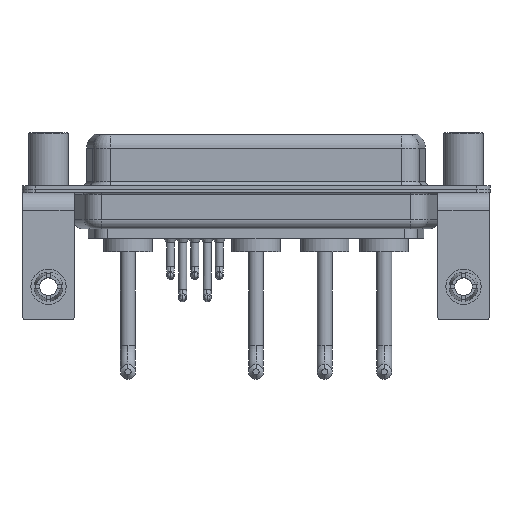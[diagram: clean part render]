
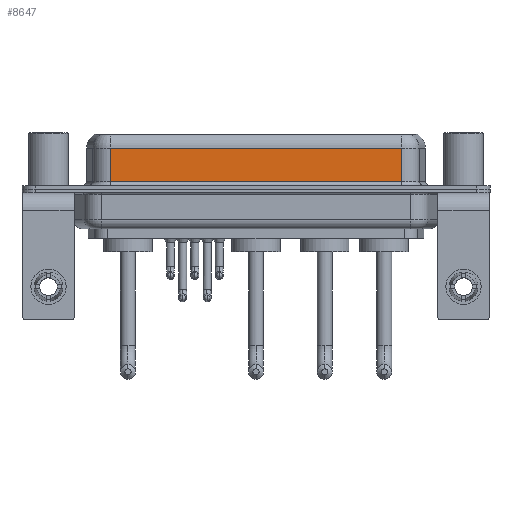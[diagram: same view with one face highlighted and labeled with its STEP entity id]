
A CAD part, front view. The second image highlights one B-rep face of the part: STEP entity #8647.
In plain terms, the highlighted planar face has unit normal (0, -1, 0).
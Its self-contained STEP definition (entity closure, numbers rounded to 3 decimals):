
#195 = LINE ( 'NONE', #20811, #16855 ) ;
#280 = ORIENTED_EDGE ( 'NONE', *, *, #15374, .T. ) ;
#992 = EDGE_CURVE ( 'NONE', #14100, #17275, #195, .T. ) ;
#1849 = CARTESIAN_POINT ( 'NONE',  ( 7.013, -3.95, 6.4 ) ) ;
#2671 = ORIENTED_EDGE ( 'NONE', *, *, #12337, .T. ) ;
#3062 = FACE_OUTER_BOUND ( 'NONE', #19279, .T. ) ;
#3405 = CARTESIAN_POINT ( 'NONE',  ( 40.037, -3.95, 4.65 ) ) ;
#4028 = VECTOR ( 'NONE', #18679, 1000. ) ;
#4623 = DIRECTION ( 'NONE',  ( 0., 0., -1. ) ) ;
#4742 = PLANE ( 'NONE',  #9662 ) ;
#5584 = ORIENTED_EDGE ( 'NONE', *, *, #14978, .T. ) ;
#6228 = CARTESIAN_POINT ( 'NONE',  ( 40.037, -3.95, 6.4 ) ) ;
#6469 = DIRECTION ( 'NONE',  ( -1., 0., 0. ) ) ;
#7969 = LINE ( 'NONE', #18781, #4028 ) ;
#8355 = VERTEX_POINT ( 'NONE', #13067 ) ;
#8647 = ADVANCED_FACE ( 'NONE', ( #3062 ), #4742, .F. ) ;
#9581 = DIRECTION ( 'NONE',  ( 0., 1., 0. ) ) ;
#9662 = AXIS2_PLACEMENT_3D ( 'NONE', #6228, #9581, #11257 ) ;
#9922 = CARTESIAN_POINT ( 'NONE',  ( 40.037, -3.95, 4.65 ) ) ;
#10824 = VECTOR ( 'NONE', #12614, 1000. ) ;
#11257 = DIRECTION ( 'NONE',  ( 0., 0., 1. ) ) ;
#12023 = CARTESIAN_POINT ( 'NONE',  ( 7.013, -3.95, 4.65 ) ) ;
#12337 = EDGE_CURVE ( 'NONE', #8355, #17275, #7969, .T. ) ;
#12614 = DIRECTION ( 'NONE',  ( 0., 0., -1. ) ) ;
#13067 = CARTESIAN_POINT ( 'NONE',  ( 7.013, -3.95, 0.9 ) ) ;
#14100 = VERTEX_POINT ( 'NONE', #3405 ) ;
#14217 = VERTEX_POINT ( 'NONE', #12023 ) ;
#14578 = ORIENTED_EDGE ( 'NONE', *, *, #992, .F. ) ;
#14752 = LINE ( 'NONE', #9922, #16866 ) ;
#14978 = EDGE_CURVE ( 'NONE', #14217, #8355, #19619, .T. ) ;
#15374 = EDGE_CURVE ( 'NONE', #14100, #14217, #14752, .T. ) ;
#16855 = VECTOR ( 'NONE', #4623, 1000. ) ;
#16866 = VECTOR ( 'NONE', #6469, 1000. ) ;
#17275 = VERTEX_POINT ( 'NONE', #19433 ) ;
#18679 = DIRECTION ( 'NONE',  ( 1., 0., 0. ) ) ;
#18781 = CARTESIAN_POINT ( 'NONE',  ( 40.037, -3.95, 0.9 ) ) ;
#19279 = EDGE_LOOP ( 'NONE', ( #14578, #280, #5584, #2671 ) ) ;
#19433 = CARTESIAN_POINT ( 'NONE',  ( 40.037, -3.95, 0.9 ) ) ;
#19619 = LINE ( 'NONE', #1849, #10824 ) ;
#20811 = CARTESIAN_POINT ( 'NONE',  ( 40.037, -3.95, 6.4 ) ) ;
